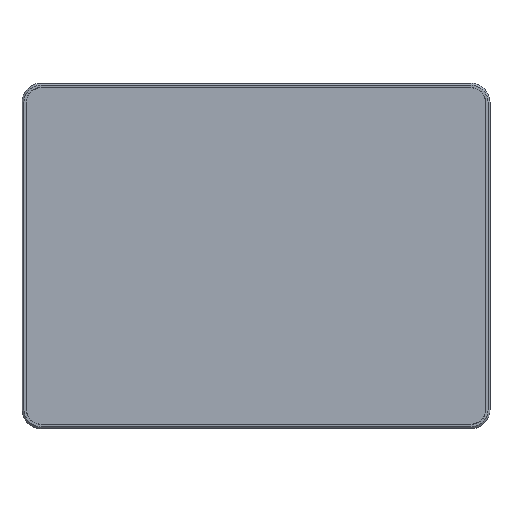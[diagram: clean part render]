
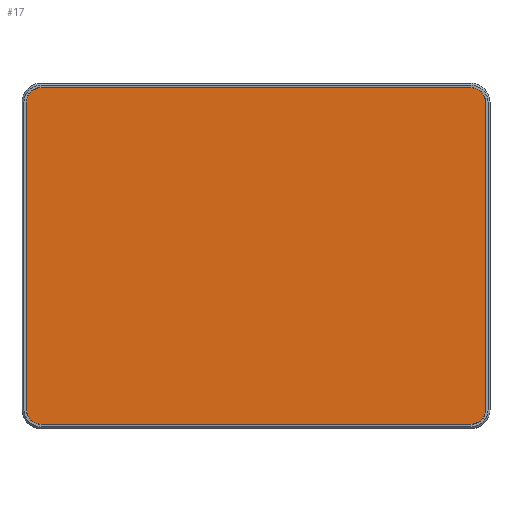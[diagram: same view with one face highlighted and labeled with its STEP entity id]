
A CAD part, top view. The second image highlights one B-rep face of the part: STEP entity #17.
In plain terms, the highlighted free-form (B-spline) face has degree [1, 1] with [2, 2] control points.
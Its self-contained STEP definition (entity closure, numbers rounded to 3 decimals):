
#17 = ADVANCED_FACE('',(#18),#80,.F.);
#18 = FACE_BOUND('',#19,.F.);
#19 = EDGE_LOOP('',(#20,#30,#37,#45,#52,#60,#67,#75));
#20 = ORIENTED_EDGE('',*,*,#21,.F.);
#21 = EDGE_CURVE('',#22,#24,#26,.T.);
#22 = VERTEX_POINT('',#23);
#23 = CARTESIAN_POINT('',(-105.427,82.477,0.));
#24 = VERTEX_POINT('',#25);
#25 = CARTESIAN_POINT('',(-112.51,75.394,0.));
#26 = ( BOUNDED_CURVE() B_SPLINE_CURVE(2,(#27,#28,#29),.UNSPECIFIED.,.F.
,.F.) B_SPLINE_CURVE_WITH_KNOTS((3,3),(0.,1.571),
.PIECEWISE_BEZIER_KNOTS.) CURVE() GEOMETRIC_REPRESENTATION_ITEM() 
RATIONAL_B_SPLINE_CURVE((1.,0.707,1.)) REPRESENTATION_ITEM('') 
  );
#27 = CARTESIAN_POINT('',(-105.427,82.477,0.));
#28 = CARTESIAN_POINT('',(-112.51,82.477,0.));
#29 = CARTESIAN_POINT('',(-112.51,75.394,0.));
#30 = ORIENTED_EDGE('',*,*,#31,.T.);
#31 = EDGE_CURVE('',#22,#32,#34,.T.);
#32 = VERTEX_POINT('',#33);
#33 = CARTESIAN_POINT('',(105.427,82.477,0.));
#34 = B_SPLINE_CURVE_WITH_KNOTS('',1,(#35,#36),.UNSPECIFIED.,.F.,.F.,(2,
    2),(0.,223.26),.PIECEWISE_BEZIER_KNOTS.);
#35 = CARTESIAN_POINT('',(-105.427,82.477,0.));
#36 = CARTESIAN_POINT('',(105.427,82.477,0.));
#37 = ORIENTED_EDGE('',*,*,#38,.F.);
#38 = EDGE_CURVE('',#39,#32,#41,.T.);
#39 = VERTEX_POINT('',#40);
#40 = CARTESIAN_POINT('',(112.51,75.394,0.));
#41 = ( BOUNDED_CURVE() B_SPLINE_CURVE(2,(#42,#43,#44),.UNSPECIFIED.,.F.
,.F.) B_SPLINE_CURVE_WITH_KNOTS((3,3),(0.,1.571),
.PIECEWISE_BEZIER_KNOTS.) CURVE() GEOMETRIC_REPRESENTATION_ITEM() 
RATIONAL_B_SPLINE_CURVE((1.,0.707,1.)) REPRESENTATION_ITEM('') 
  );
#42 = CARTESIAN_POINT('',(112.51,75.394,0.));
#43 = CARTESIAN_POINT('',(112.51,82.477,0.));
#44 = CARTESIAN_POINT('',(105.427,82.477,0.));
#45 = ORIENTED_EDGE('',*,*,#46,.T.);
#46 = EDGE_CURVE('',#39,#47,#49,.T.);
#47 = VERTEX_POINT('',#48);
#48 = CARTESIAN_POINT('',(112.51,-75.394,0.));
#49 = B_SPLINE_CURVE_WITH_KNOTS('',1,(#50,#51),.UNSPECIFIED.,.F.,.F.,(2,
    2),(0.,159.66),.PIECEWISE_BEZIER_KNOTS.);
#50 = CARTESIAN_POINT('',(112.51,75.394,0.));
#51 = CARTESIAN_POINT('',(112.51,-75.394,0.));
#52 = ORIENTED_EDGE('',*,*,#53,.F.);
#53 = EDGE_CURVE('',#54,#47,#56,.T.);
#54 = VERTEX_POINT('',#55);
#55 = CARTESIAN_POINT('',(105.427,-82.477,0.));
#56 = ( BOUNDED_CURVE() B_SPLINE_CURVE(2,(#57,#58,#59),.UNSPECIFIED.,.F.
,.F.) B_SPLINE_CURVE_WITH_KNOTS((3,3),(0.,1.571),
.PIECEWISE_BEZIER_KNOTS.) CURVE() GEOMETRIC_REPRESENTATION_ITEM() 
RATIONAL_B_SPLINE_CURVE((1.,0.707,1.)) REPRESENTATION_ITEM('') 
  );
#57 = CARTESIAN_POINT('',(105.427,-82.477,0.));
#58 = CARTESIAN_POINT('',(112.51,-82.477,0.));
#59 = CARTESIAN_POINT('',(112.51,-75.394,0.));
#60 = ORIENTED_EDGE('',*,*,#61,.T.);
#61 = EDGE_CURVE('',#54,#62,#64,.T.);
#62 = VERTEX_POINT('',#63);
#63 = CARTESIAN_POINT('',(-105.427,-82.477,0.));
#64 = B_SPLINE_CURVE_WITH_KNOTS('',1,(#65,#66),.UNSPECIFIED.,.F.,.F.,(2,
    2),(0.,223.26),.PIECEWISE_BEZIER_KNOTS.);
#65 = CARTESIAN_POINT('',(105.427,-82.477,0.));
#66 = CARTESIAN_POINT('',(-105.427,-82.477,0.));
#67 = ORIENTED_EDGE('',*,*,#68,.F.);
#68 = EDGE_CURVE('',#69,#62,#71,.T.);
#69 = VERTEX_POINT('',#70);
#70 = CARTESIAN_POINT('',(-112.51,-75.394,0.));
#71 = ( BOUNDED_CURVE() B_SPLINE_CURVE(2,(#72,#73,#74),.UNSPECIFIED.,.F.
,.F.) B_SPLINE_CURVE_WITH_KNOTS((3,3),(0.,1.571),
.PIECEWISE_BEZIER_KNOTS.) CURVE() GEOMETRIC_REPRESENTATION_ITEM() 
RATIONAL_B_SPLINE_CURVE((1.,0.707,1.)) REPRESENTATION_ITEM('') 
  );
#72 = CARTESIAN_POINT('',(-112.51,-75.394,0.));
#73 = CARTESIAN_POINT('',(-112.51,-82.477,0.));
#74 = CARTESIAN_POINT('',(-105.427,-82.477,0.));
#75 = ORIENTED_EDGE('',*,*,#76,.T.);
#76 = EDGE_CURVE('',#69,#24,#77,.T.);
#77 = B_SPLINE_CURVE_WITH_KNOTS('',1,(#78,#79),.UNSPECIFIED.,.F.,.F.,(2,
    2),(0.,159.66),.PIECEWISE_BEZIER_KNOTS.);
#78 = CARTESIAN_POINT('',(-112.51,-75.394,0.));
#79 = CARTESIAN_POINT('',(-112.51,75.394,0.));
#80 = B_SPLINE_SURFACE_WITH_KNOTS('',1,1,(
    (#81,#82)
    ,(#83,#84
    )),.UNSPECIFIED.,.F.,.F.,.F.,(2,2),(2,2),(-87.33,87.33),(-119.13,
    119.13),.PIECEWISE_BEZIER_KNOTS.);
#81 = CARTESIAN_POINT('',(112.51,82.477,0.));
#82 = CARTESIAN_POINT('',(-112.51,82.477,0.));
#83 = CARTESIAN_POINT('',(112.51,-82.477,0.));
#84 = CARTESIAN_POINT('',(-112.51,-82.477,0.));
